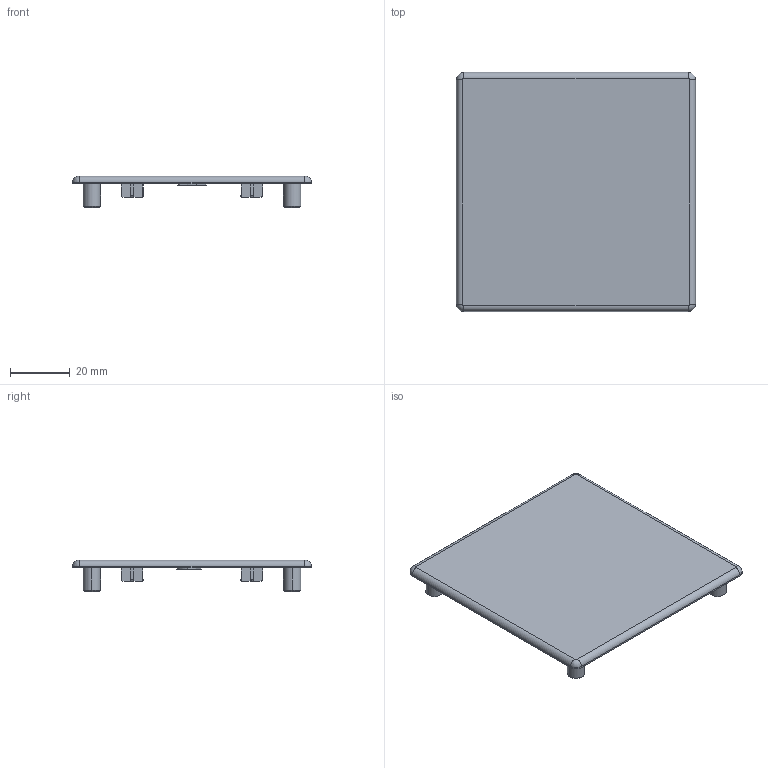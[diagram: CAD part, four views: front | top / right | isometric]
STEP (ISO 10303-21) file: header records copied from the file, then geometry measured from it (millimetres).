
FILE_DESCRIPTION (( 'STEP AP203' ), '1' );
FILE_NAME ('084.201.050.STEP', '2013-01-24T13:16:18', ( 'Alusic' ), ( 'Alusic' ), 'SwSTEP 2.0', 'SolidWorks 2011', '' );
FILE_SCHEMA (( 'CONFIG_CONTROL_DESIGN' ));
Length unit declared in the file: millimetre
Products named in the file (1): 084.201.050
Bounding box: 80 x 80 x 10.5 mm (x, y, z)
Volume: 16510.5 mm3; surface area: 14771.5 mm2
Topology: 1 solids, 1 shells, 164 faces, 415 edges, 268 vertices
Faces by surface type: plane 56, cylinder 44, torus 32, bspline 24, cone 8
Entity records: 5250 total; most frequent: CARTESIAN_POINT 1320, ORIENTED_EDGE 830, DIRECTION 759, EDGE_CURVE 415, AXIS2_PLACEMENT_3D 283, VERTEX_POINT 268, VECTOR 193, LINE 193
